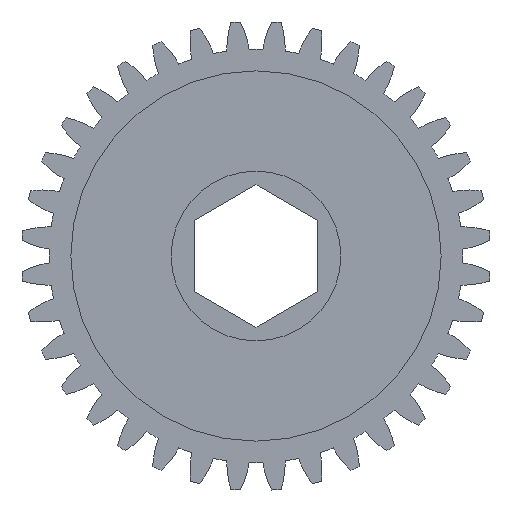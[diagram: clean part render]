
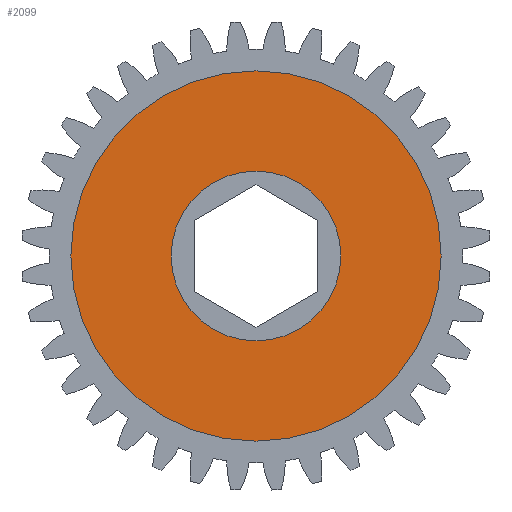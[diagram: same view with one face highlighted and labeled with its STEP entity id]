
A CAD part, left-side view. The second image highlights one B-rep face of the part: STEP entity #2099.
In plain terms, the highlighted planar face has unit normal (-1, 0, 0).
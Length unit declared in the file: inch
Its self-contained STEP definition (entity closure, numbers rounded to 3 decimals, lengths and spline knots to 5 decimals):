
#326 = CIRCLE ( 'NONE', #4469, 0.34375 ) ;
#368 = FACE_OUTER_BOUND ( 'NONE', #5036, .T. ) ;
#545 = FACE_BOUND ( 'NONE', #1871, .T. ) ;
#620 = AXIS2_PLACEMENT_3D ( 'NONE', #6376, #6372, #6353 ) ;
#1418 = ORIENTED_EDGE ( 'NONE', *, *, #4175, .T. ) ;
#1604 = DIRECTION ( 'NONE',  ( 0., 0., 1. ) ) ;
#1751 = CARTESIAN_POINT ( 'NONE',  ( 0.1375, 0., 0.75 ) ) ;
#1756 = VERTEX_POINT ( 'NONE', #3219 ) ;
#1849 = DIRECTION ( 'NONE',  ( 0., 0., 1. ) ) ;
#1871 = EDGE_LOOP ( 'NONE', ( #7534, #6711 ) ) ;
#1947 = EDGE_CURVE ( 'NONE', #1756, #4729, #5941, .T. ) ;
#2099 = ADVANCED_FACE ( 'NONE', ( #545, #368 ), #4210, .T. ) ;
#2281 = ORIENTED_EDGE ( 'NONE', *, *, #5235, .T. ) ;
#2556 = CIRCLE ( 'NONE', #620, 0.75 ) ;
#2578 = DIRECTION ( 'NONE',  ( -1., 0., 0. ) ) ;
#2619 = VERTEX_POINT ( 'NONE', #5015 ) ;
#3112 = DIRECTION ( 'NONE',  ( 0., 0., 1. ) ) ;
#3130 = DIRECTION ( 'NONE',  ( -1., 0., 0. ) ) ;
#3131 = CARTESIAN_POINT ( 'NONE',  ( 0.1375, 0., 0. ) ) ;
#3219 = CARTESIAN_POINT ( 'NONE',  ( 0.1375, 0., -0.34375 ) ) ;
#3429 = VERTEX_POINT ( 'NONE', #1751 ) ;
#3496 = DIRECTION ( 'NONE',  ( -1., 0., 0. ) ) ;
#3868 = CARTESIAN_POINT ( 'NONE',  ( 0.1375, 0., 0. ) ) ;
#3968 = AXIS2_PLACEMENT_3D ( 'NONE', #3868, #3496, #1604 ) ;
#4175 = EDGE_CURVE ( 'NONE', #3429, #2619, #6966, .T. ) ;
#4204 = AXIS2_PLACEMENT_3D ( 'NONE', #7911, #4943, #7975 ) ;
#4210 = PLANE ( 'NONE',  #3968 ) ;
#4469 = AXIS2_PLACEMENT_3D ( 'NONE', #3131, #3130, #3112 ) ;
#4729 = VERTEX_POINT ( 'NONE', #5505 ) ;
#4943 = DIRECTION ( 'NONE',  ( -1., 0., 0. ) ) ;
#5015 = CARTESIAN_POINT ( 'NONE',  ( 0.1375, 0., -0.75 ) ) ;
#5036 = EDGE_LOOP ( 'NONE', ( #1418, #2281 ) ) ;
#5235 = EDGE_CURVE ( 'NONE', #2619, #3429, #2556, .T. ) ;
#5505 = CARTESIAN_POINT ( 'NONE',  ( 0.1375, 0., 0.34375 ) ) ;
#5579 = EDGE_CURVE ( 'NONE', #4729, #1756, #326, .T. ) ;
#5775 = AXIS2_PLACEMENT_3D ( 'NONE', #7107, #2578, #1849 ) ;
#5941 = CIRCLE ( 'NONE', #4204, 0.34375 ) ;
#6353 = DIRECTION ( 'NONE',  ( 0., 0., 1. ) ) ;
#6372 = DIRECTION ( 'NONE',  ( -1., 0., 0. ) ) ;
#6376 = CARTESIAN_POINT ( 'NONE',  ( 0.1375, 0., 0. ) ) ;
#6711 = ORIENTED_EDGE ( 'NONE', *, *, #5579, .F. ) ;
#6966 = CIRCLE ( 'NONE', #5775, 0.75 ) ;
#7107 = CARTESIAN_POINT ( 'NONE',  ( 0.1375, 0., 0. ) ) ;
#7534 = ORIENTED_EDGE ( 'NONE', *, *, #1947, .F. ) ;
#7911 = CARTESIAN_POINT ( 'NONE',  ( 0.1375, 0., 0. ) ) ;
#7975 = DIRECTION ( 'NONE',  ( 0., 0., 1. ) ) ;
